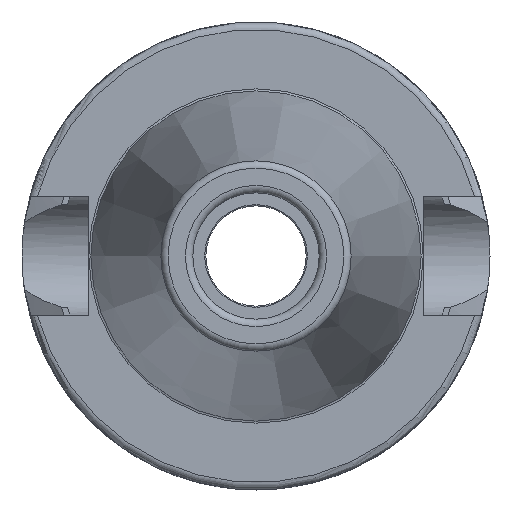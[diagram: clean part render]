
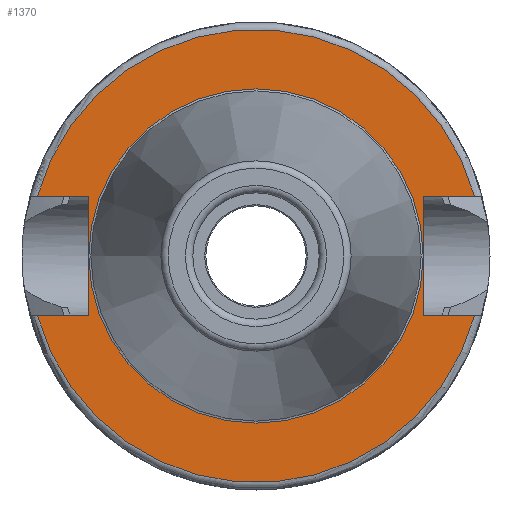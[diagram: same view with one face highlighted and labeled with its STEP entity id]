
A CAD part, left-side view. The second image highlights one B-rep face of the part: STEP entity #1370.
In plain terms, the highlighted planar face has unit normal (-1, 0, 0).
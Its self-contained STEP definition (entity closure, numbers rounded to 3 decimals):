
#50=FACE_BOUND('',#269,.T.);
#66=PLANE('',#1575);
#184=FACE_OUTER_BOUND('',#268,.T.);
#268=EDGE_LOOP('',(#1159,#1160,#1161,#1162,#1163,#1164,#1165,#1166));
#269=EDGE_LOOP('',(#1167));
#328=LINE('',#2479,#409);
#332=LINE('',#2487,#413);
#335=LINE('',#2507,#416);
#346=LINE('',#2607,#427);
#349=LINE('',#2628,#430);
#351=LINE('',#2631,#432);
#409=VECTOR('',#1792,10.);
#413=VECTOR('',#1798,10.);
#416=VECTOR('',#1803,10.);
#427=VECTOR('',#1858,10.);
#430=VECTOR('',#1863,10.);
#432=VECTOR('',#1867,10.);
#515=CIRCLE('',#1552,30.5);
#527=CIRCLE('',#1574,22.5);
#528=CIRCLE('',#1576,30.5);
#618=VERTEX_POINT('',#2467);
#619=VERTEX_POINT('',#2478);
#621=VERTEX_POINT('',#2484);
#622=VERTEX_POINT('',#2486);
#637=VERTEX_POINT('',#2567);
#644=VERTEX_POINT('',#2604);
#645=VERTEX_POINT('',#2606);
#649=VERTEX_POINT('',#2627);
#657=VERTEX_POINT('',#2657);
#775=EDGE_CURVE('',#619,#618,#328,.T.);
#779=EDGE_CURVE('',#622,#621,#332,.T.);
#784=EDGE_CURVE('',#621,#619,#335,.T.);
#804=EDGE_CURVE('',#622,#637,#515,.T.);
#814=EDGE_CURVE('',#645,#644,#346,.T.);
#819=EDGE_CURVE('',#649,#637,#349,.T.);
#821=EDGE_CURVE('',#644,#649,#351,.T.);
#835=EDGE_CURVE('',#657,#657,#527,.T.);
#836=EDGE_CURVE('',#645,#618,#528,.T.);
#1159=ORIENTED_EDGE('',*,*,#775,.T.);
#1160=ORIENTED_EDGE('',*,*,#836,.F.);
#1161=ORIENTED_EDGE('',*,*,#814,.T.);
#1162=ORIENTED_EDGE('',*,*,#821,.T.);
#1163=ORIENTED_EDGE('',*,*,#819,.T.);
#1164=ORIENTED_EDGE('',*,*,#804,.F.);
#1165=ORIENTED_EDGE('',*,*,#779,.T.);
#1166=ORIENTED_EDGE('',*,*,#784,.T.);
#1167=ORIENTED_EDGE('',*,*,#835,.T.);
#1370=ADVANCED_FACE('',(#184,#50),#66,.T.);
#1552=AXIS2_PLACEMENT_3D('',#2568,#1845,#1846);
#1574=AXIS2_PLACEMENT_3D('',#2659,#1903,#1904);
#1575=AXIS2_PLACEMENT_3D('',#2660,#1905,#1906);
#1576=AXIS2_PLACEMENT_3D('',#2661,#1907,#1908);
#1792=DIRECTION('',(0.,-1.,0.));
#1798=DIRECTION('',(0.,1.,0.));
#1803=DIRECTION('',(0.,0.,1.));
#1845=DIRECTION('center_axis',(1.,0.,0.));
#1846=DIRECTION('ref_axis',(0.,0.,-1.));
#1858=DIRECTION('',(0.,-1.,0.));
#1863=DIRECTION('',(0.,1.,0.));
#1867=DIRECTION('',(0.,0.,-1.));
#1903=DIRECTION('center_axis',(1.,0.,0.));
#1904=DIRECTION('ref_axis',(0.,0.,-1.));
#1905=DIRECTION('center_axis',(-1.,0.,0.));
#1906=DIRECTION('ref_axis',(0.,0.,1.));
#1907=DIRECTION('center_axis',(1.,0.,0.));
#1908=DIRECTION('ref_axis',(0.,0.,-1.));
#2467=CARTESIAN_POINT('',(2.,-29.418,8.05));
#2478=CARTESIAN_POINT('',(2.,-22.6,8.05));
#2479=CARTESIAN_POINT('',(2.,3.95,8.05));
#2484=CARTESIAN_POINT('',(2.,-22.6,-8.05));
#2486=CARTESIAN_POINT('',(2.,-29.418,-8.05));
#2487=CARTESIAN_POINT('',(2.,3.95,-8.05));
#2507=CARTESIAN_POINT('',(2.,-22.6,0.));
#2567=CARTESIAN_POINT('',(2.,29.418,-8.05));
#2568=CARTESIAN_POINT('Origin',(2.,0.,0.));
#2604=CARTESIAN_POINT('',(2.,22.6,8.05));
#2606=CARTESIAN_POINT('',(2.,29.418,8.05));
#2607=CARTESIAN_POINT('',(2.,26.55,8.05));
#2627=CARTESIAN_POINT('',(2.,22.6,-8.05));
#2628=CARTESIAN_POINT('',(2.,26.55,-8.05));
#2631=CARTESIAN_POINT('',(2.,22.6,0.));
#2657=CARTESIAN_POINT('',(2.,0.,22.5));
#2659=CARTESIAN_POINT('Origin',(2.,0.,0.));
#2660=CARTESIAN_POINT('Origin',(2.,30.5,0.));
#2661=CARTESIAN_POINT('Origin',(2.,0.,0.));
